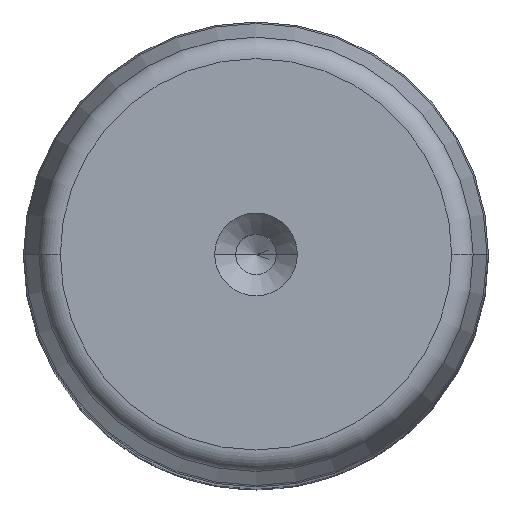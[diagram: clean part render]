
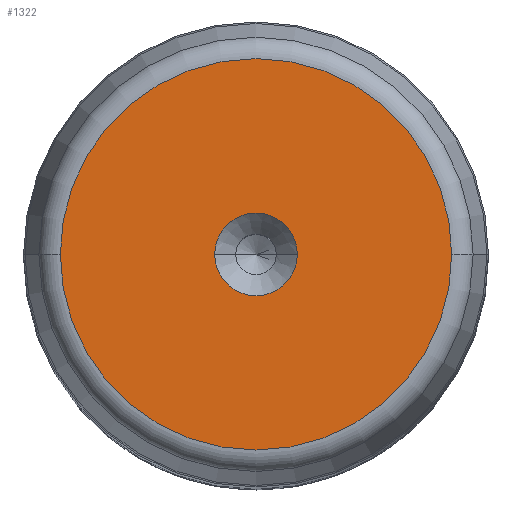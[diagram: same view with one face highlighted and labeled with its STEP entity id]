
A CAD part, top view. The second image highlights one B-rep face of the part: STEP entity #1322.
In plain terms, the highlighted planar face has unit normal (0, 0, 1).
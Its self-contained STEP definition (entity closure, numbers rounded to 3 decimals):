
#85 = CIRCLE ( 'NONE', #1449, 5.6 ) ;
#246 = DIRECTION ( 'NONE',  ( 0., 0., 1. ) ) ;
#492 = CIRCLE ( 'NONE', #2003, 5.6 ) ;
#667 = DIRECTION ( 'NONE',  ( 1., 0., 0. ) ) ;
#680 = EDGE_LOOP ( 'NONE', ( #2369, #2076 ) ) ;
#690 = DIRECTION ( 'NONE',  ( 0., 0., 1. ) ) ;
#760 = DIRECTION ( 'NONE',  ( 0., 0., 1. ) ) ;
#763 = CARTESIAN_POINT ( 'NONE',  ( 0., 0., 250. ) ) ;
#776 = DIRECTION ( 'NONE',  ( 1., 0., 0. ) ) ;
#957 = VERTEX_POINT ( 'NONE', #2020 ) ;
#1024 = CARTESIAN_POINT ( 'NONE',  ( 0., 0., 250. ) ) ;
#1133 = CIRCLE ( 'NONE', #1803, 26.519 ) ;
#1322 = ADVANCED_FACE ( 'NONE', ( #2716, #3141 ), #2704, .T. ) ;
#1449 = AXIS2_PLACEMENT_3D ( 'NONE', #2379, #2576, #1829 ) ;
#1462 = CARTESIAN_POINT ( 'NONE',  ( 0., 0., 250. ) ) ;
#1478 = ORIENTED_EDGE ( 'NONE', *, *, #1611, .F. ) ;
#1515 = VERTEX_POINT ( 'NONE', #2924 ) ;
#1611 = EDGE_CURVE ( 'NONE', #2499, #957, #85, .T. ) ;
#1767 = AXIS2_PLACEMENT_3D ( 'NONE', #1462, #2599, #667 ) ;
#1798 = CIRCLE ( 'NONE', #1767, 26.519 ) ;
#1803 = AXIS2_PLACEMENT_3D ( 'NONE', #1024, #760, #3494 ) ;
#1829 = DIRECTION ( 'NONE',  ( 1., 0., 0. ) ) ;
#2003 = AXIS2_PLACEMENT_3D ( 'NONE', #2596, #690, #3121 ) ;
#2020 = CARTESIAN_POINT ( 'NONE',  ( -5.6, 0., 250. ) ) ;
#2056 = AXIS2_PLACEMENT_3D ( 'NONE', #763, #246, #776 ) ;
#2071 = EDGE_CURVE ( 'NONE', #957, #2499, #492, .T. ) ;
#2076 = ORIENTED_EDGE ( 'NONE', *, *, #2620, .T. ) ;
#2191 = EDGE_LOOP ( 'NONE', ( #1478, #3280 ) ) ;
#2350 = CARTESIAN_POINT ( 'NONE',  ( 26.519, 0., 250. ) ) ;
#2369 = ORIENTED_EDGE ( 'NONE', *, *, #2885, .T. ) ;
#2379 = CARTESIAN_POINT ( 'NONE',  ( 0., 0., 250. ) ) ;
#2499 = VERTEX_POINT ( 'NONE', #2642 ) ;
#2576 = DIRECTION ( 'NONE',  ( 0., 0., 1. ) ) ;
#2585 = VERTEX_POINT ( 'NONE', #2350 ) ;
#2596 = CARTESIAN_POINT ( 'NONE',  ( 0., 0., 250. ) ) ;
#2599 = DIRECTION ( 'NONE',  ( 0., 0., 1. ) ) ;
#2620 = EDGE_CURVE ( 'NONE', #1515, #2585, #1133, .T. ) ;
#2642 = CARTESIAN_POINT ( 'NONE',  ( 5.6, 0., 250. ) ) ;
#2704 = PLANE ( 'NONE',  #2056 ) ;
#2716 = FACE_OUTER_BOUND ( 'NONE', #680, .T. ) ;
#2885 = EDGE_CURVE ( 'NONE', #2585, #1515, #1798, .T. ) ;
#2924 = CARTESIAN_POINT ( 'NONE',  ( -26.519, 0., 250. ) ) ;
#3121 = DIRECTION ( 'NONE',  ( 1., 0., 0. ) ) ;
#3141 = FACE_BOUND ( 'NONE', #2191, .T. ) ;
#3280 = ORIENTED_EDGE ( 'NONE', *, *, #2071, .F. ) ;
#3494 = DIRECTION ( 'NONE',  ( 1., 0., 0. ) ) ;
